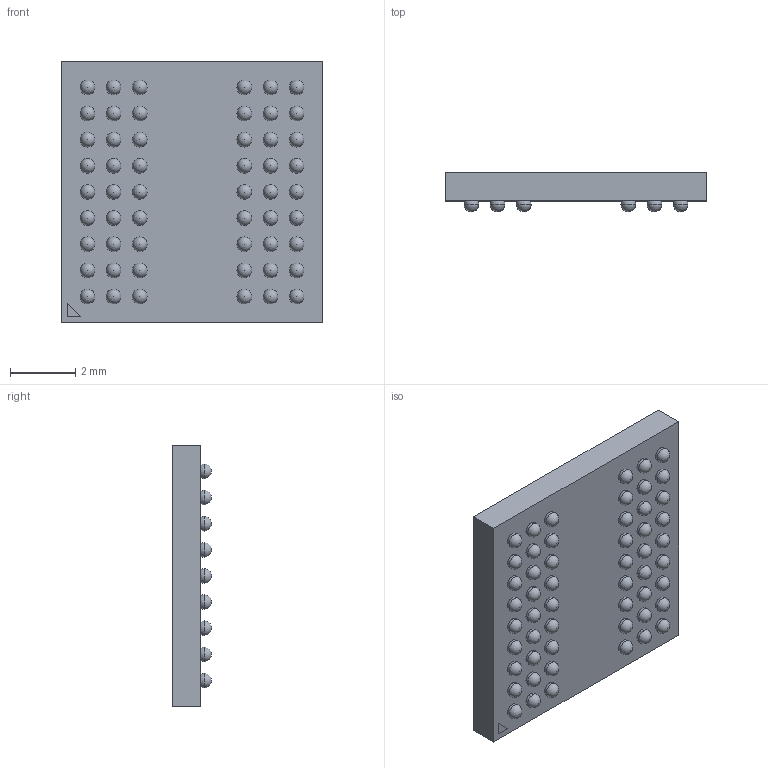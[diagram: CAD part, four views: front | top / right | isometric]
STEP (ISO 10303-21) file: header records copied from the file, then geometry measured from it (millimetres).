
FILE_DESCRIPTION (( 'STEP AP214' ), '1' );
FILE_NAME ('IS42S16400J-6BLI.STEP', '2020-06-23T15:42:41', ( '' ), ( '' ), 'SwSTEP 2.0', 'SolidWorks 2017', '' );
FILE_SCHEMA (( 'AUTOMOTIVE_DESIGN' ));
Length unit declared in the file: millimetre
Products named in the file (1): IS42S16400J-6BLI
Bounding box: 8 x 1.2 x 8 mm (x, y, z)
Volume: 58.1 mm3; surface area: 189.3 mm2
Topology: 57 solids, 57 shells, 184 faces, 474 edges, 352 vertices
Faces by surface type: sphere 108, plane 72, cylinder 4
Entity records: 4872 total; most frequent: DIRECTION 852, CARTESIAN_POINT 687, ORIENTED_EDGE 516, AXIS2_PLACEMENT_3D 409, EDGE_CURVE 258, VERTEX_POINT 244, EDGE_LOOP 240, CIRCLE 224
